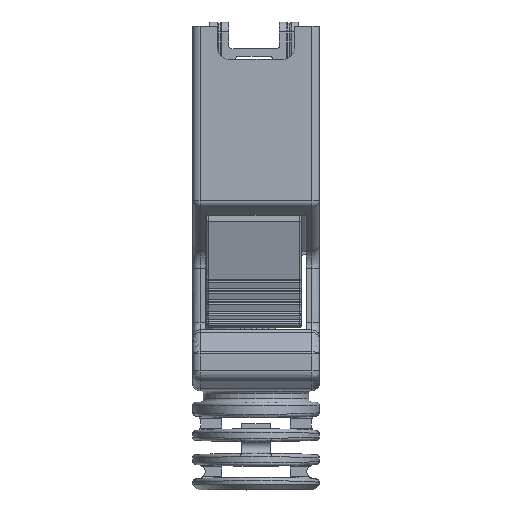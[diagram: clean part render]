
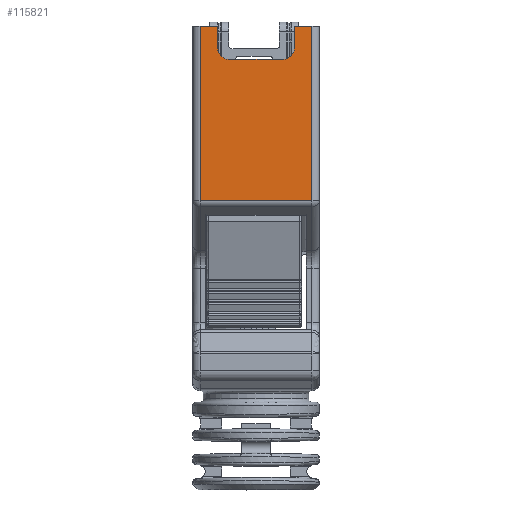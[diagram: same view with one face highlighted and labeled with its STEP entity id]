
A CAD part, left-side view. The second image highlights one B-rep face of the part: STEP entity #115821.
In plain terms, the highlighted planar face has unit normal (-1, 0, 0).
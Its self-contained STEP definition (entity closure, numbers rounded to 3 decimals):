
#115295=CARTESIAN_POINT('',(-7.897,-12.015,-1.449));
#115296=VERTEX_POINT('',#115295);
#115303=CARTESIAN_POINT('',(-7.897,-13.59,-1.449));
#115304=VERTEX_POINT('',#115303);
#115305=CARTESIAN_POINT('',(-7.897,-12.015,-1.449));
#115306=DIRECTION('',(0.,-1.,0.));
#115307=VECTOR('',#115306,1.575);
#115308=LINE('',#115305,#115307);
#115309=EDGE_CURVE('',#115296,#115304,#115308,.T.);
#115564=CARTESIAN_POINT('',(-7.897,-3.49,-1.449));
#115565=VERTEX_POINT('',#115564);
#115566=CARTESIAN_POINT('',(-7.897,-5.065,-1.449));
#115567=VERTEX_POINT('',#115566);
#115568=CARTESIAN_POINT('',(-7.897,-3.49,-1.449));
#115569=DIRECTION('',(0.,-1.,0.));
#115570=VECTOR('',#115569,1.575);
#115571=LINE('',#115568,#115570);
#115572=EDGE_CURVE('',#115565,#115567,#115571,.T.);
#115750=CARTESIAN_POINT('',(-7.897,-8.543,-9.509));
#115751=DIRECTION('',(0.,0.,-1.));
#115752=DIRECTION('',(-1.,0.,0.));
#115753=AXIS2_PLACEMENT_3D('',#115750,#115752,#115751);
#115754=PLANE('',#115753);
#115755=CARTESIAN_POINT('',(-7.897,-12.015,-3.449));
#115756=VERTEX_POINT('',#115755);
#115757=CARTESIAN_POINT('',(-7.897,-12.015,-1.449));
#115758=DIRECTION('',(0.,0.,-1.));
#115759=VECTOR('',#115758,2.);
#115760=LINE('',#115757,#115759);
#115761=EDGE_CURVE('',#115296,#115756,#115760,.T.);
#115762=ORIENTED_EDGE('',*,*,#115761,.T.);
#115763=CARTESIAN_POINT('',(-7.897,-11.015,-4.449));
#115764=VERTEX_POINT('',#115763);
#115765=CARTESIAN_POINT('',(-7.897,-11.015,-3.449));
#115766=DIRECTION('',(0.,-1.,0.));
#115767=DIRECTION('',(1.,0.,0.));
#115768=AXIS2_PLACEMENT_3D('',#115765,#115767,#115766);
#115769=CIRCLE('',#115768,1.);
#115770=EDGE_CURVE('',#115756,#115764,#115769,.T.);
#115771=ORIENTED_EDGE('',*,*,#115770,.T.);
#115772=CARTESIAN_POINT('',(-7.897,-6.065,-4.449));
#115773=VERTEX_POINT('',#115772);
#115774=CARTESIAN_POINT('',(-7.897,-11.015,-4.449));
#115775=DIRECTION('',(0.,1.,0.));
#115776=VECTOR('',#115775,4.95);
#115777=LINE('',#115774,#115776);
#115778=EDGE_CURVE('',#115764,#115773,#115777,.T.);
#115779=ORIENTED_EDGE('',*,*,#115778,.T.);
#115780=CARTESIAN_POINT('',(-7.897,-5.065,-3.449));
#115781=VERTEX_POINT('',#115780);
#115782=CARTESIAN_POINT('',(-7.897,-6.065,-3.449));
#115783=DIRECTION('',(0.,0.,-1.));
#115784=DIRECTION('',(1.,0.,0.));
#115785=AXIS2_PLACEMENT_3D('',#115782,#115784,#115783);
#115786=CIRCLE('',#115785,1.);
#115787=EDGE_CURVE('',#115773,#115781,#115786,.T.);
#115788=ORIENTED_EDGE('',*,*,#115787,.T.);
#115789=CARTESIAN_POINT('',(-7.897,-5.065,-3.449));
#115790=DIRECTION('',(0.,0.,1.));
#115791=VECTOR('',#115790,2.);
#115792=LINE('',#115789,#115791);
#115793=EDGE_CURVE('',#115781,#115567,#115792,.T.);
#115794=ORIENTED_EDGE('',*,*,#115793,.T.);
#115795=ORIENTED_EDGE('',*,*,#115572,.F.);
#115796=CARTESIAN_POINT('',(-7.897,-3.49,-17.233));
#115797=VERTEX_POINT('',#115796);
#115798=CARTESIAN_POINT('',(-7.897,-3.49,-1.449));
#115799=DIRECTION('',(0.,0.,-1.));
#115800=VECTOR('',#115799,15.784);
#115801=LINE('',#115798,#115800);
#115802=EDGE_CURVE('',#115565,#115797,#115801,.T.);
#115803=ORIENTED_EDGE('',*,*,#115802,.T.);
#115804=CARTESIAN_POINT('',(-7.897,-13.59,-17.233));
#115805=VERTEX_POINT('',#115804);
#115806=CARTESIAN_POINT('',(-7.897,-3.49,-17.233));
#115807=DIRECTION('',(0.,-1.,0.));
#115808=VECTOR('',#115807,10.1);
#115809=LINE('',#115806,#115808);
#115810=EDGE_CURVE('',#115797,#115805,#115809,.T.);
#115811=ORIENTED_EDGE('',*,*,#115810,.T.);
#115812=CARTESIAN_POINT('',(-7.897,-13.59,-17.233));
#115813=DIRECTION('',(0.,0.,1.));
#115814=VECTOR('',#115813,15.784);
#115815=LINE('',#115812,#115814);
#115816=EDGE_CURVE('',#115805,#115304,#115815,.T.);
#115817=ORIENTED_EDGE('',*,*,#115816,.T.);
#115818=ORIENTED_EDGE('',*,*,#115309,.F.);
#115819=EDGE_LOOP('',(#115762,#115771,#115779,#115788,#115794,#115795,#115803,#115811,#115817,#115818));
#115820=FACE_OUTER_BOUND('',#115819,.T.);
#115821=ADVANCED_FACE('',(#115820),#115754,.T.);
